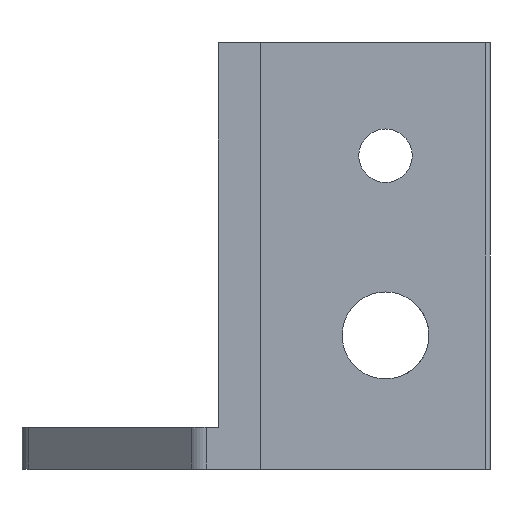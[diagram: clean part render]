
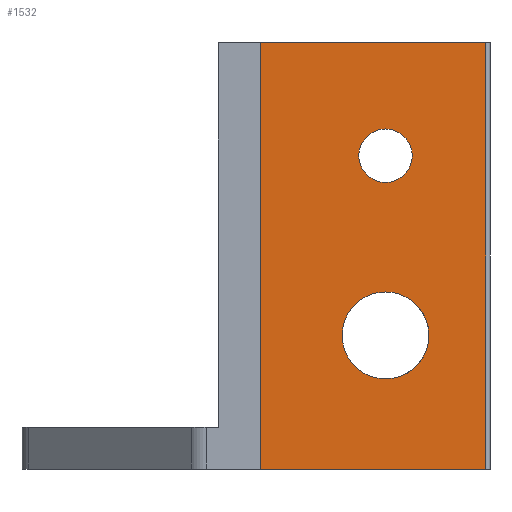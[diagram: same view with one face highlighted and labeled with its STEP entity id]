
A CAD part, front view. The second image highlights one B-rep face of the part: STEP entity #1532.
In plain terms, the highlighted planar face has unit normal (0, -1, 0).
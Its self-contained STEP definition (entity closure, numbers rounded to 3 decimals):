
#33 = DIRECTION ( 'NONE',  ( 0., 0., -1. ) ) ;
#116 = FACE_BOUND ( 'NONE', #1540, .T. ) ;
#119 = VERTEX_POINT ( 'NONE', #153 ) ;
#153 = CARTESIAN_POINT ( 'NONE',  ( 15.5, -7.25, 21.2 ) ) ;
#198 = DIRECTION ( 'NONE',  ( 0., 1., 0. ) ) ;
#274 = LINE ( 'NONE', #2183, #2550 ) ;
#300 = CARTESIAN_POINT ( 'NONE',  ( 0.5, -7.25, 5. ) ) ;
#316 = ORIENTED_EDGE ( 'NONE', *, *, #2510, .T. ) ;
#488 = AXIS2_PLACEMENT_3D ( 'NONE', #1490, #198, #1718 ) ;
#522 = DIRECTION ( 'NONE',  ( 0., 1., 0. ) ) ;
#526 = DIRECTION ( 'NONE',  ( 1., 0., 0. ) ) ;
#536 = ORIENTED_EDGE ( 'NONE', *, *, #839, .T. ) ;
#560 = AXIS2_PLACEMENT_3D ( 'NONE', #654, #2176, #869 ) ;
#654 = CARTESIAN_POINT ( 'NONE',  ( 15.5, -7.25, 16. ) ) ;
#655 = CARTESIAN_POINT ( 'NONE',  ( 27.5, -7.25, 5. ) ) ;
#736 = CARTESIAN_POINT ( 'NONE',  ( 27.5, -7.25, 0. ) ) ;
#799 = VECTOR ( 'NONE', #1087, 1000. ) ;
#806 = AXIS2_PLACEMENT_3D ( 'NONE', #1824, #522, #2048 ) ;
#813 = ORIENTED_EDGE ( 'NONE', *, *, #1988, .T. ) ;
#839 = EDGE_CURVE ( 'NONE', #1581, #2008, #2245, .T. ) ;
#855 = DIRECTION ( 'NONE',  ( -1., 0., 0. ) ) ;
#867 = CIRCLE ( 'NONE', #488, 3.2 ) ;
#869 = DIRECTION ( 'NONE',  ( 1., 0., 0. ) ) ;
#905 = EDGE_LOOP ( 'NONE', ( #1412, #316 ) ) ;
#941 = AXIS2_PLACEMENT_3D ( 'NONE', #2308, #990, #2547 ) ;
#990 = DIRECTION ( 'NONE',  ( 0., 1., 0. ) ) ;
#996 = EDGE_CURVE ( 'NONE', #1581, #2339, #1587, .T. ) ;
#998 = CARTESIAN_POINT ( 'NONE',  ( 0.5, -7.25, 51. ) ) ;
#1069 = VERTEX_POINT ( 'NONE', #2234 ) ;
#1074 = VECTOR ( 'NONE', #2288, 1000. ) ;
#1087 = DIRECTION ( 'NONE',  ( 0., 0., -1. ) ) ;
#1121 = VERTEX_POINT ( 'NONE', #2042 ) ;
#1158 = AXIS2_PLACEMENT_3D ( 'NONE', #300, #1827, #526 ) ;
#1172 = CARTESIAN_POINT ( 'NONE',  ( 15.5, -7.25, 10.8 ) ) ;
#1176 = PLANE ( 'NONE',  #1158 ) ;
#1197 = FACE_OUTER_BOUND ( 'NONE', #2014, .T. ) ;
#1412 = ORIENTED_EDGE ( 'NONE', *, *, #2131, .T. ) ;
#1413 = CIRCLE ( 'NONE', #806, 5.2 ) ;
#1490 = CARTESIAN_POINT ( 'NONE',  ( 15.5, -7.25, 37.5 ) ) ;
#1509 = CIRCLE ( 'NONE', #941, 3.2 ) ;
#1532 = ADVANCED_FACE ( 'NONE', ( #116, #1773, #1197 ), #1176, .F. ) ;
#1540 = EDGE_LOOP ( 'NONE', ( #1913, #813 ) ) ;
#1581 = VERTEX_POINT ( 'NONE', #2399 ) ;
#1587 = LINE ( 'NONE', #655, #799 ) ;
#1591 = ORIENTED_EDGE ( 'NONE', *, *, #2642, .F. ) ;
#1680 = VERTEX_POINT ( 'NONE', #2175 ) ;
#1697 = EDGE_CURVE ( 'NONE', #2008, #1069, #274, .T. ) ;
#1718 = DIRECTION ( 'NONE',  ( 1., 0., 0. ) ) ;
#1773 = FACE_BOUND ( 'NONE', #905, .T. ) ;
#1806 = CIRCLE ( 'NONE', #560, 5.2 ) ;
#1824 = CARTESIAN_POINT ( 'NONE',  ( 15.5, -7.25, 16. ) ) ;
#1827 = DIRECTION ( 'NONE',  ( 0., 1., 0. ) ) ;
#1834 = VECTOR ( 'NONE', #855, 1000. ) ;
#1892 = LINE ( 'NONE', #2647, #1834 ) ;
#1913 = ORIENTED_EDGE ( 'NONE', *, *, #2600, .T. ) ;
#1970 = ORIENTED_EDGE ( 'NONE', *, *, #996, .F. ) ;
#1988 = EDGE_CURVE ( 'NONE', #1680, #1121, #1509, .T. ) ;
#2008 = VERTEX_POINT ( 'NONE', #998 ) ;
#2014 = EDGE_LOOP ( 'NONE', ( #536, #2152, #1591, #1970 ) ) ;
#2042 = CARTESIAN_POINT ( 'NONE',  ( 15.5, -7.25, 40.7 ) ) ;
#2048 = DIRECTION ( 'NONE',  ( 1., 0., 0. ) ) ;
#2058 = CARTESIAN_POINT ( 'NONE',  ( 28., -7.25, 51. ) ) ;
#2130 = VERTEX_POINT ( 'NONE', #1172 ) ;
#2131 = EDGE_CURVE ( 'NONE', #2130, #119, #1413, .T. ) ;
#2152 = ORIENTED_EDGE ( 'NONE', *, *, #1697, .T. ) ;
#2175 = CARTESIAN_POINT ( 'NONE',  ( 15.5, -7.25, 34.3 ) ) ;
#2176 = DIRECTION ( 'NONE',  ( 0., 1., 0. ) ) ;
#2183 = CARTESIAN_POINT ( 'NONE',  ( 0.5, -7.25, 5. ) ) ;
#2234 = CARTESIAN_POINT ( 'NONE',  ( 0.5, -7.25, 0. ) ) ;
#2245 = LINE ( 'NONE', #2058, #1074 ) ;
#2288 = DIRECTION ( 'NONE',  ( -1., 0., 0. ) ) ;
#2308 = CARTESIAN_POINT ( 'NONE',  ( 15.5, -7.25, 37.5 ) ) ;
#2339 = VERTEX_POINT ( 'NONE', #736 ) ;
#2399 = CARTESIAN_POINT ( 'NONE',  ( 27.5, -7.25, 51. ) ) ;
#2510 = EDGE_CURVE ( 'NONE', #119, #2130, #1806, .T. ) ;
#2547 = DIRECTION ( 'NONE',  ( 1., 0., 0. ) ) ;
#2550 = VECTOR ( 'NONE', #33, 1000. ) ;
#2600 = EDGE_CURVE ( 'NONE', #1121, #1680, #867, .T. ) ;
#2642 = EDGE_CURVE ( 'NONE', #2339, #1069, #1892, .T. ) ;
#2647 = CARTESIAN_POINT ( 'NONE',  ( 0.5, -7.25, 0. ) ) ;
